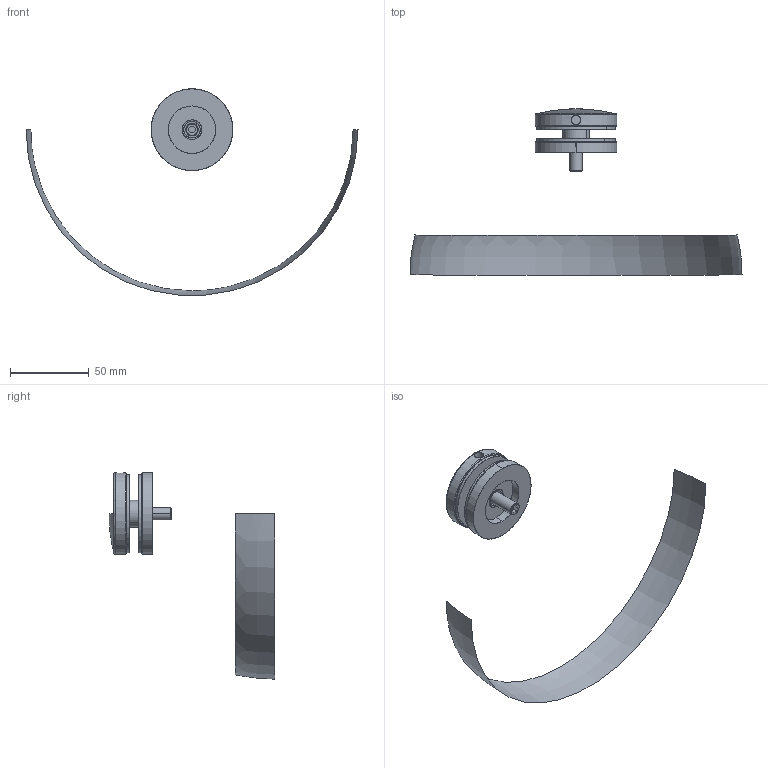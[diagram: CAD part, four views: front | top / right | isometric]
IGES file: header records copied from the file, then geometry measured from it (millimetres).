
Start section: SolidWorks IGES file using analytic representation for surfaces
Global section: file name: BR-OT52-ALU.IGS; native system: SolidWorks 2015; preprocessor: SolidWorks 2015; author: Christian; date: 180524.104617; units: millimetre
Bounding box: 211.34 x 105.67 x 131.31 mm (x, y, z)
Surface area: 29193.4 mm2 (no closed solid volume)
Topology: 0 solids, 0 shells, 308 faces, 3605 edges, 3602 vertices
Faces by surface type: bspline 268, revolution 40
